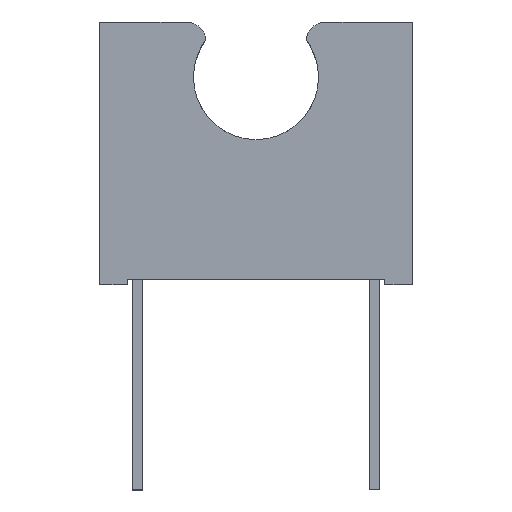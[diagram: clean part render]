
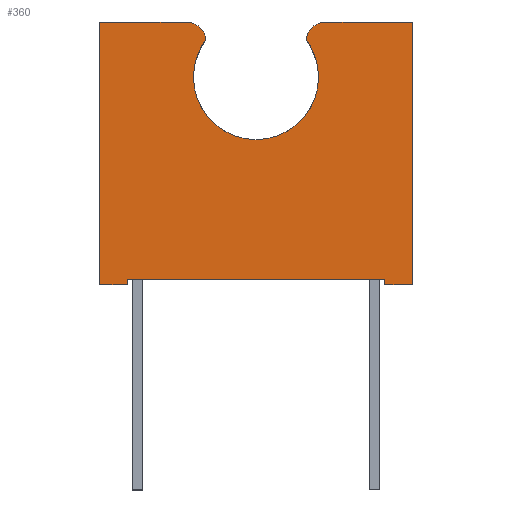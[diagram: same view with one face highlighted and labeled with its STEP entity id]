
A CAD part, top view. The second image highlights one B-rep face of the part: STEP entity #360.
In plain terms, the highlighted planar face has unit normal (0, 0, 1).
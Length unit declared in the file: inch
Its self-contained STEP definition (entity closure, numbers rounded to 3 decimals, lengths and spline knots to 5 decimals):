
#26 = EDGE_CURVE ( 'NONE', #407, #531, #813, .T. ) ;
#40 = LINE ( 'NONE', #628, #893 ) ;
#43 = EDGE_CURVE ( 'NONE', #531, #447, #173, .T. ) ;
#81 = VECTOR ( 'NONE', #1523, 39.37008 ) ;
#84 = DIRECTION ( 'NONE',  ( 0., 0., 1. ) ) ;
#97 = CARTESIAN_POINT ( 'NONE',  ( -0.125, 0.415, 0.15 ) ) ;
#133 = VECTOR ( 'NONE', #1257, 39.37008 ) ;
#144 = LINE ( 'NONE', #230, #81 ) ;
#167 = CARTESIAN_POINT ( 'NONE',  ( 0.10005, 0.48993, 0.15 ) ) ;
#173 = LINE ( 'NONE', #836, #602 ) ;
#174 = DIRECTION ( 'NONE',  ( 0., 0., -1. ) ) ;
#189 = CARTESIAN_POINT ( 'NONE',  ( 0.2575, 0., 0.15 ) ) ;
#198 = ORIENTED_EDGE ( 'NONE', *, *, #43, .T. ) ;
#202 = CARTESIAN_POINT ( 'NONE',  ( -0.3125, 0.525, 0.15 ) ) ;
#230 = CARTESIAN_POINT ( 'NONE',  ( 0.2575, 0., 0.15 ) ) ;
#236 = EDGE_CURVE ( 'NONE', #447, #1189, #144, .T. ) ;
#243 = ORIENTED_EDGE ( 'NONE', *, *, #568, .T. ) ;
#257 = AXIS2_PLACEMENT_3D ( 'NONE', #1590, #614, #1753 ) ;
#286 = EDGE_CURVE ( 'NONE', #1380, #1369, #1032, .T. ) ;
#317 = DIRECTION ( 'NONE',  ( 0., -1., 0. ) ) ;
#330 = CARTESIAN_POINT ( 'NONE',  ( -0.09995, 0.49007, 0.15 ) ) ;
#335 = AXIS2_PLACEMENT_3D ( 'NONE', #1451, #500, #1629 ) ;
#343 = CARTESIAN_POINT ( 'NONE',  ( -0.3125, 0.525, 0.15 ) ) ;
#346 = DIRECTION ( 'NONE',  ( 0., 0., 1. ) ) ;
#360 = ADVANCED_FACE ( 'NONE', ( #1202 ), #595, .T. ) ;
#387 = EDGE_CURVE ( 'NONE', #851, #1638, #1610, .T. ) ;
#406 = VECTOR ( 'NONE', #598, 39.37008 ) ;
#407 = VERTEX_POINT ( 'NONE', #1806 ) ;
#409 = EDGE_CURVE ( 'NONE', #1529, #1496, #1301, .T. ) ;
#424 = ORIENTED_EDGE ( 'NONE', *, *, #903, .T. ) ;
#429 = VERTEX_POINT ( 'NONE', #829 ) ;
#440 = AXIS2_PLACEMENT_3D ( 'NONE', #1055, #84, #1211 ) ;
#447 = VERTEX_POINT ( 'NONE', #189 ) ;
#453 = ORIENTED_EDGE ( 'NONE', *, *, #26, .T. ) ;
#470 = EDGE_CURVE ( 'NONE', #546, #851, #1881, .T. ) ;
#472 = AXIS2_PLACEMENT_3D ( 'NONE', #896, #2053, #1056 ) ;
#500 = DIRECTION ( 'NONE',  ( 0., 0., -1. ) ) ;
#528 = DIRECTION ( 'NONE',  ( 1., 0., 0. ) ) ;
#529 = ORIENTED_EDGE ( 'NONE', *, *, #409, .T. ) ;
#531 = VERTEX_POINT ( 'NONE', #1264 ) ;
#546 = VERTEX_POINT ( 'NONE', #1826 ) ;
#567 = LINE ( 'NONE', #2091, #133 ) ;
#568 = EDGE_CURVE ( 'NONE', #1496, #1339, #579, .T. ) ;
#579 = LINE ( 'NONE', #1155, #1130 ) ;
#595 = PLANE ( 'NONE',  #1484 ) ;
#597 = CARTESIAN_POINT ( 'NONE',  ( 0.3125, 0., 0.15 ) ) ;
#598 = DIRECTION ( 'NONE',  ( 0., 1., 0. ) ) ;
#602 = VECTOR ( 'NONE', #317, 39.37008 ) ;
#614 = DIRECTION ( 'NONE',  ( 0., 0., 1. ) ) ;
#628 = CARTESIAN_POINT ( 'NONE',  ( 0.3125, 0., 0.15 ) ) ;
#643 = ORIENTED_EDGE ( 'NONE', *, *, #470, .T. ) ;
#676 = EDGE_LOOP ( 'NONE', ( #529, #243, #1626, #453, #198, #1184, #1487, #2111, #643, #1057, #1979, #898, #2051, #424 ) ) ;
#688 = CARTESIAN_POINT ( 'NONE',  ( -0.3125, 0., 0.15 ) ) ;
#725 = CIRCLE ( 'NONE', #472, 0.125 ) ;
#813 = LINE ( 'NONE', #1597, #1628 ) ;
#827 = EDGE_CURVE ( 'NONE', #1638, #1207, #990, .T. ) ;
#829 = CARTESIAN_POINT ( 'NONE',  ( 0.3125, 0.525, 0.15 ) ) ;
#836 = CARTESIAN_POINT ( 'NONE',  ( 0.2575, 0.01, 0.15 ) ) ;
#851 = VERTEX_POINT ( 'NONE', #167 ) ;
#881 = VECTOR ( 'NONE', #1969, 39.37008 ) ;
#893 = VECTOR ( 'NONE', #2118, 39.37008 ) ;
#896 = CARTESIAN_POINT ( 'NONE',  ( 0., 0.415, 0.15 ) ) ;
#898 = ORIENTED_EDGE ( 'NONE', *, *, #1118, .T. ) ;
#903 = EDGE_CURVE ( 'NONE', #1369, #1529, #1045, .T. ) ;
#945 = VECTOR ( 'NONE', #1129, 39.37008 ) ;
#990 = CIRCLE ( 'NONE', #335, 0.125 ) ;
#1014 = EDGE_CURVE ( 'NONE', #1339, #407, #1641, .T. ) ;
#1032 = CIRCLE ( 'NONE', #440, 0.04 ) ;
#1045 = LINE ( 'NONE', #343, #945 ) ;
#1055 = CARTESIAN_POINT ( 'NONE',  ( -0.13963, 0.485, 0.15 ) ) ;
#1056 = DIRECTION ( 'NONE',  ( 1., 0., 0. ) ) ;
#1057 = ORIENTED_EDGE ( 'NONE', *, *, #387, .T. ) ;
#1118 = EDGE_CURVE ( 'NONE', #1207, #1380, #725, .T. ) ;
#1129 = DIRECTION ( 'NONE',  ( -1., 0., 0. ) ) ;
#1130 = VECTOR ( 'NONE', #528, 39.37008 ) ;
#1135 = CARTESIAN_POINT ( 'NONE',  ( 0., 0.415, 0.15 ) ) ;
#1155 = CARTESIAN_POINT ( 'NONE',  ( -0.3125, 0., 0.15 ) ) ;
#1184 = ORIENTED_EDGE ( 'NONE', *, *, #236, .T. ) ;
#1189 = VERTEX_POINT ( 'NONE', #597 ) ;
#1196 = CARTESIAN_POINT ( 'NONE',  ( 0.125, 0.415, 0.15 ) ) ;
#1202 = FACE_OUTER_BOUND ( 'NONE', #676, .T. ) ;
#1207 = VERTEX_POINT ( 'NONE', #97 ) ;
#1211 = DIRECTION ( 'NONE',  ( 1., 0., 0. ) ) ;
#1257 = DIRECTION ( 'NONE',  ( -1., 0., 0. ) ) ;
#1264 = CARTESIAN_POINT ( 'NONE',  ( 0.2575, 0.01, 0.15 ) ) ;
#1279 = EDGE_CURVE ( 'NONE', #429, #546, #567, .T. ) ;
#1290 = CARTESIAN_POINT ( 'NONE',  ( -0.13963, 0.485, 0.15 ) ) ;
#1295 = DIRECTION ( 'NONE',  ( 1., 0., 0. ) ) ;
#1301 = LINE ( 'NONE', #1647, #881 ) ;
#1339 = VERTEX_POINT ( 'NONE', #1613 ) ;
#1365 = AXIS2_PLACEMENT_3D ( 'NONE', #1135, #174, #1295 ) ;
#1369 = VERTEX_POINT ( 'NONE', #1943 ) ;
#1380 = VERTEX_POINT ( 'NONE', #330 ) ;
#1387 = CARTESIAN_POINT ( 'NONE',  ( -0.257, 0., 0.15 ) ) ;
#1451 = CARTESIAN_POINT ( 'NONE',  ( 0., 0.415, 0.15 ) ) ;
#1457 = DIRECTION ( 'NONE',  ( 1., 0., 0. ) ) ;
#1484 = AXIS2_PLACEMENT_3D ( 'NONE', #1290, #346, #1457 ) ;
#1487 = ORIENTED_EDGE ( 'NONE', *, *, #1804, .T. ) ;
#1496 = VERTEX_POINT ( 'NONE', #688 ) ;
#1523 = DIRECTION ( 'NONE',  ( 1., 0., 0. ) ) ;
#1529 = VERTEX_POINT ( 'NONE', #202 ) ;
#1590 = CARTESIAN_POINT ( 'NONE',  ( 0.13975, 0.485, 0.15 ) ) ;
#1597 = CARTESIAN_POINT ( 'NONE',  ( -0.257, 0.01, 0.15 ) ) ;
#1610 = CIRCLE ( 'NONE', #1365, 0.125 ) ;
#1613 = CARTESIAN_POINT ( 'NONE',  ( -0.257, 0., 0.15 ) ) ;
#1626 = ORIENTED_EDGE ( 'NONE', *, *, #1014, .T. ) ;
#1628 = VECTOR ( 'NONE', #1977, 39.37008 ) ;
#1629 = DIRECTION ( 'NONE',  ( 1., 0., 0. ) ) ;
#1638 = VERTEX_POINT ( 'NONE', #1196 ) ;
#1641 = LINE ( 'NONE', #1387, #406 ) ;
#1647 = CARTESIAN_POINT ( 'NONE',  ( -0.3125, 0., 0.15 ) ) ;
#1753 = DIRECTION ( 'NONE',  ( -1., 0., 0. ) ) ;
#1804 = EDGE_CURVE ( 'NONE', #1189, #429, #40, .T. ) ;
#1806 = CARTESIAN_POINT ( 'NONE',  ( -0.257, 0.01, 0.15 ) ) ;
#1826 = CARTESIAN_POINT ( 'NONE',  ( 0.13975, 0.525, 0.15 ) ) ;
#1881 = CIRCLE ( 'NONE', #257, 0.04 ) ;
#1943 = CARTESIAN_POINT ( 'NONE',  ( -0.13963, 0.525, 0.15 ) ) ;
#1969 = DIRECTION ( 'NONE',  ( 0., -1., 0. ) ) ;
#1977 = DIRECTION ( 'NONE',  ( 1., 0., 0. ) ) ;
#1979 = ORIENTED_EDGE ( 'NONE', *, *, #827, .T. ) ;
#2051 = ORIENTED_EDGE ( 'NONE', *, *, #286, .T. ) ;
#2053 = DIRECTION ( 'NONE',  ( 0., 0., -1. ) ) ;
#2091 = CARTESIAN_POINT ( 'NONE',  ( 0.13975, 0.525, 0.15 ) ) ;
#2111 = ORIENTED_EDGE ( 'NONE', *, *, #1279, .T. ) ;
#2118 = DIRECTION ( 'NONE',  ( 0., 1., 0. ) ) ;
